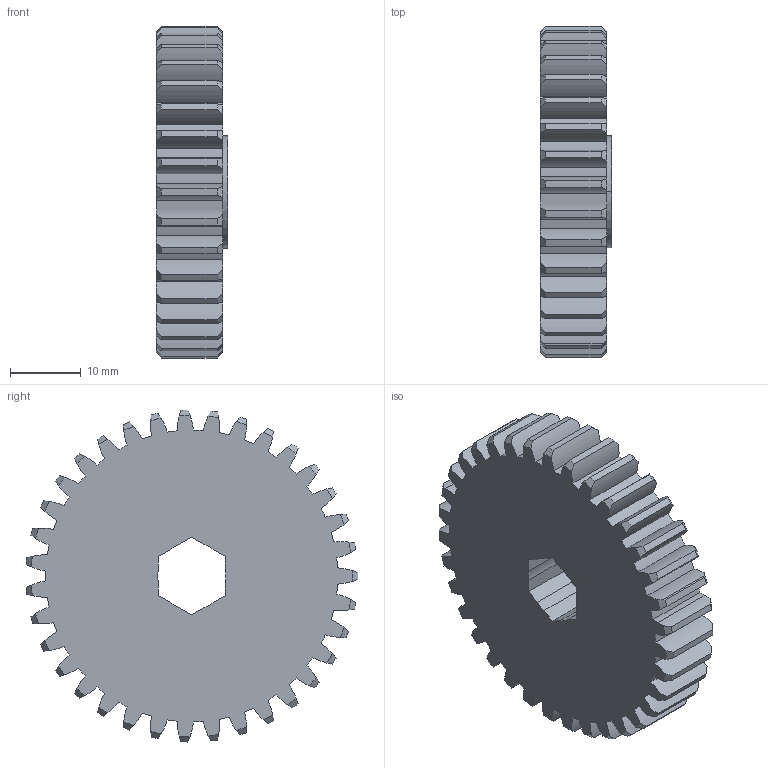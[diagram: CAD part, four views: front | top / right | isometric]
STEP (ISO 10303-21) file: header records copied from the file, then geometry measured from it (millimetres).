
FILE_DESCRIPTION (( 'STEP AP214' ), '1' );
FILE_NAME ('am-0140 35 Medium Cluster Gear.STEP', '2018-06-26T15:38:15', ( '' ), ( '' ), 'SwSTEP 2.0', 'SolidWorks 2017', '' );
FILE_SCHEMA (( 'AUTOMOTIVE_DESIGN' ));
Length unit declared in the file: inch
Products named in the file (1): am-0140 35 Medium Cluster Gear
Bounding box: 10.16 x 46.93 x 46.98 mm (x, y, z)
Volume: 13604.6 mm3; surface area: 5917.7 mm2
Topology: 1 solids, 1 shells, 237 faces, 702 edges, 468 vertices
Faces by surface type: cylinder 152, cone 70, plane 15
Entity records: 8314 total; most frequent: CARTESIAN_POINT 1834, DIRECTION 1408, ORIENTED_EDGE 1404, EDGE_CURVE 702, AXIS2_PLACEMENT_3D 610, VERTEX_POINT 468, CIRCLE 372, EDGE_LOOP 240
